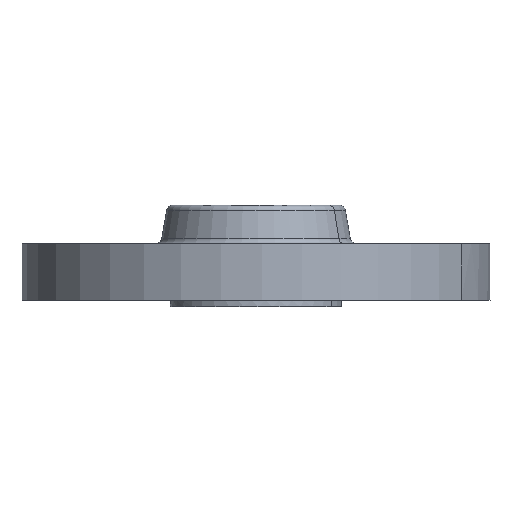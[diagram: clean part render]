
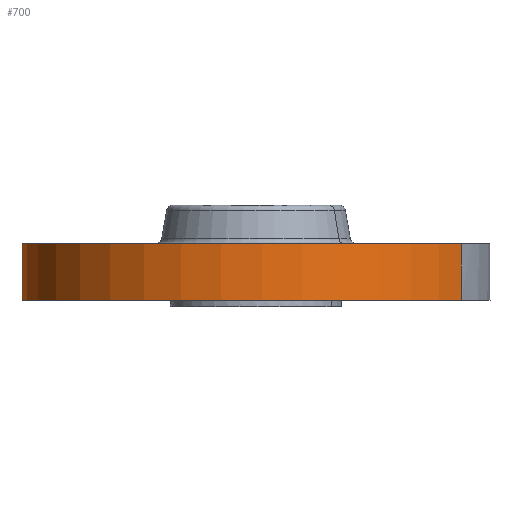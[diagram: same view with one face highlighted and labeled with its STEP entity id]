
A CAD part, left-side view. The second image highlights one B-rep face of the part: STEP entity #700.
In plain terms, the highlighted cylindrical face has radius 58.674 mm (diameter 117.348 mm), a partial arc.
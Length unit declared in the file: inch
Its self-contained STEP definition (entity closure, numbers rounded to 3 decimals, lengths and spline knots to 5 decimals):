
#508=AXIS2_PLACEMENT_3D('Circle Axis2P3D',#506,#507,$) ;
#673=AXIS2_PLACEMENT_3D('Cylinder Axis2P3D',#670,#671,#672) ;
#684=AXIS2_PLACEMENT_3D('Circle Axis2P3D',#682,#683,$) ;
#506=CARTESIAN_POINT('Axis2P3D Location',(0.,0.,0.)) ;
#510=CARTESIAN_POINT('Vertex',(-1.10747,-2.02722,0.)) ;
#512=CARTESIAN_POINT('Vertex',(1.10747,2.02722,0.)) ;
#670=CARTESIAN_POINT('Axis2P3D Location',(0.,0.,0.43875)) ;
#675=CARTESIAN_POINT('Line Origine',(-1.10747,-2.02722,0.28)) ;
#679=CARTESIAN_POINT('Vertex',(-1.10747,-2.02722,0.56)) ;
#682=CARTESIAN_POINT('Axis2P3D Location',(0.,0.,0.56)) ;
#686=CARTESIAN_POINT('Vertex',(1.10747,2.02722,0.56)) ;
#689=CARTESIAN_POINT('Line Origine',(1.10747,2.02722,0.28)) ;
#507=DIRECTION('Axis2P3D Direction',(0.,0.,-0.039)) ;
#671=DIRECTION('Axis2P3D Direction',(0.,0.,-0.039)) ;
#672=DIRECTION('Axis2P3D XDirection',(-0.019,-0.035,0.)) ;
#676=DIRECTION('Vector Direction',(0.,0.,-0.039)) ;
#683=DIRECTION('Axis2P3D Direction',(0.,0.,-0.039)) ;
#690=DIRECTION('Vector Direction',(0.,0.,-0.039)) ;
#677=VECTOR('Line Direction',#676,0.03937) ;
#691=VECTOR('Line Direction',#690,0.03937) ;
#695=ORIENTED_EDGE('',*,*,#514,.F.) ;
#696=ORIENTED_EDGE('',*,*,#681,.T.) ;
#697=ORIENTED_EDGE('',*,*,#688,.T.) ;
#698=ORIENTED_EDGE('',*,*,#693,.F.) ;
#700=ADVANCED_FACE('PartBody',(#699),#674,.T.) ;
#509=CIRCLE('generated circle',#508,2.31) ;
#685=CIRCLE('generated circle',#684,2.31) ;
#674=CYLINDRICAL_SURFACE('generated cylinder',#673,2.31) ;
#514=EDGE_CURVE('',#511,#513,#509,.T.) ;
#681=EDGE_CURVE('',#511,#680,#678,.F.) ;
#688=EDGE_CURVE('',#680,#687,#685,.T.) ;
#693=EDGE_CURVE('',#513,#687,#692,.F.) ;
#694=EDGE_LOOP('',(#695,#696,#697,#698)) ;
#699=FACE_OUTER_BOUND('',#694,.T.) ;
#678=LINE('Line',#675,#677) ;
#692=LINE('Line',#689,#691) ;
#511=VERTEX_POINT('',#510) ;
#513=VERTEX_POINT('',#512) ;
#680=VERTEX_POINT('',#679) ;
#687=VERTEX_POINT('',#686) ;
